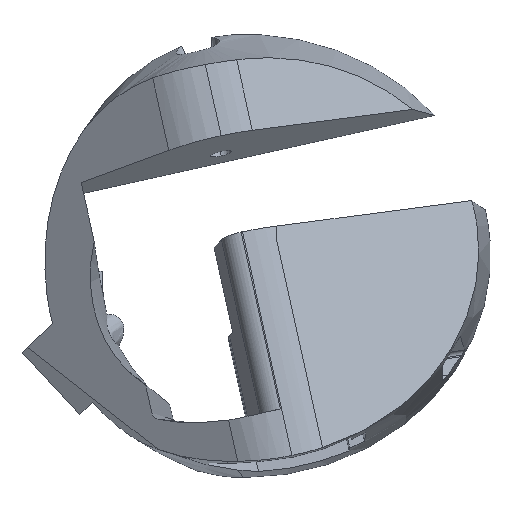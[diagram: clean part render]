
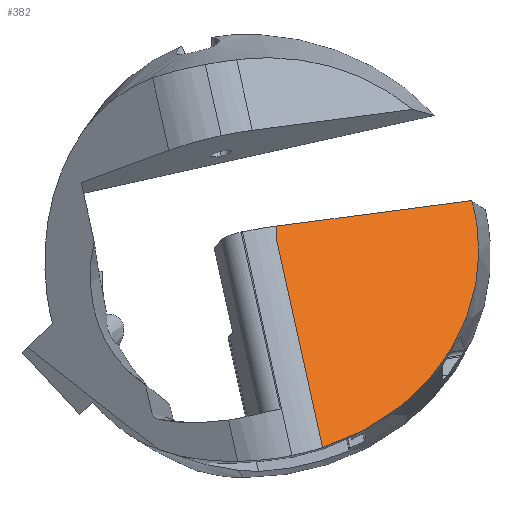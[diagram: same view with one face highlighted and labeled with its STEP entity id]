
A CAD part, front view. The second image highlights one B-rep face of the part: STEP entity #382.
In plain terms, the highlighted planar face has unit normal (0.334, -0.902, 0.274).
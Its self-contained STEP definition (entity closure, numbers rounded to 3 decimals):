
#109 = LINE ( 'NONE', #1765, #583 ) ;
#186 = CARTESIAN_POINT ( 'NONE',  ( 20.223, -5.465, -6.424 ) ) ;
#200 = CARTESIAN_POINT ( 'NONE',  ( 21.568, -1.339, 5.511 ) ) ;
#243 = EDGE_CURVE ( 'NONE', #4217, #3231, #2935, .T. ) ;
#382 = ADVANCED_FACE ( 'NONE', ( #871 ), #3147, .F. ) ;
#394 = CARTESIAN_POINT ( 'NONE',  ( 21.38, -1.211, 6.161 ) ) ;
#482 = LINE ( 'NONE', #1031, #2235 ) ;
#521 = CARTESIAN_POINT ( 'NONE',  ( 9.671, -12.375, -16.292 ) ) ;
#538 = CARTESIAN_POINT ( 'NONE',  ( 21.2, -4.402, -4.119 ) ) ;
#583 = VECTOR ( 'NONE', #2121, 1000. ) ;
#702 = CARTESIAN_POINT ( 'NONE',  ( 3., -9.165, 2.408 ) ) ;
#715 = DIRECTION ( 'NONE',  ( -0.334, 0.902, -0.274 ) ) ;
#871 = FACE_OUTER_BOUND ( 'NONE', #2966, .T. ) ;
#877 = CARTESIAN_POINT ( 'NONE',  ( 12.907, -10.651, -14.567 ) ) ;
#892 = CARTESIAN_POINT ( 'NONE',  ( 21.839, -3.317, -1.327 ) ) ;
#1022 = CARTESIAN_POINT ( 'NONE',  ( 7.33, -13.495, -17.122 ) ) ;
#1031 = CARTESIAN_POINT ( 'NONE',  ( 9.072, -15.237, -24.979 ) ) ;
#1089 = AXIS2_PLACEMENT_3D ( 'NONE', #1413, #715, #2798 ) ;
#1213 = CARTESIAN_POINT ( 'NONE',  ( 14.883, -9.472, -13.096 ) ) ;
#1232 = CARTESIAN_POINT ( 'NONE',  ( 21.966, -2.977, -0.363 ) ) ;
#1284 = CARTESIAN_POINT ( 'NONE',  ( 3., -8.755, 3.759 ) ) ;
#1378 = DIRECTION ( 'NONE',  ( -0.212, 0.212, 0.954 ) ) ;
#1413 = CARTESIAN_POINT ( 'NONE',  ( 9.072, -15.237, -24.979 ) ) ;
#1567 = CARTESIAN_POINT ( 'NONE',  ( 16.254, -8.591, -11.87 ) ) ;
#1579 = CARTESIAN_POINT ( 'NONE',  ( 22.059, -2.55, 0.928 ) ) ;
#1765 = CARTESIAN_POINT ( 'NONE',  ( 3., -9.038, 2.827 ) ) ;
#1933 = CARTESIAN_POINT ( 'NONE',  ( 18.293, -7.147, -9.605 ) ) ;
#1947 = CARTESIAN_POINT ( 'NONE',  ( 22.002, -1.978, 2.881 ) ) ;
#2121 = DIRECTION ( 'NONE',  ( 0., 0.291, 0.957 ) ) ;
#2235 = VECTOR ( 'NONE', #1378, 1000. ) ;
#2269 = CARTESIAN_POINT ( 'NONE',  ( 7.33, -13.495, -17.122 ) ) ;
#2285 = CARTESIAN_POINT ( 'NONE',  ( 19.633, -6.02, -7.533 ) ) ;
#2300 = CARTESIAN_POINT ( 'NONE',  ( 21.717, -1.484, 4.853 ) ) ;
#2378 = ORIENTED_EDGE ( 'NONE', *, *, #3049, .F. ) ;
#2520 = DIRECTION ( 'NONE',  ( 0.918, 0.377, 0.12 ) ) ;
#2624 = CARTESIAN_POINT ( 'NONE',  ( 20.489, -5.194, -5.857 ) ) ;
#2633 = CARTESIAN_POINT ( 'NONE',  ( 21.38, -1.211, 6.161 ) ) ;
#2798 = DIRECTION ( 'NONE',  ( -0.938, -0.348, 0. ) ) ;
#2935 = LINE ( 'NONE', #3559, #3039 ) ;
#2953 = CARTESIAN_POINT ( 'NONE',  ( 11.861, -11.231, -15.199 ) ) ;
#2966 = EDGE_LOOP ( 'NONE', ( #3631, #2378, #3085, #4017 ) ) ;
#2969 = CARTESIAN_POINT ( 'NONE',  ( 21.557, -3.902, -2.909 ) ) ;
#3039 = VECTOR ( 'NONE', #2520, 1000. ) ;
#3049 = EDGE_CURVE ( 'NONE', #4139, #4217, #109, .T. ) ;
#3085 = ORIENTED_EDGE ( 'NONE', *, *, #3127, .F. ) ;
#3127 = EDGE_CURVE ( 'NONE', #4121, #4139, #482, .T. ) ;
#3147 = PLANE ( 'NONE',  #1089 ) ;
#3231 = VERTEX_POINT ( 'NONE', #394 ) ;
#3301 = CARTESIAN_POINT ( 'NONE',  ( 14.397, -9.769, -13.482 ) ) ;
#3317 = CARTESIAN_POINT ( 'NONE',  ( 21.887, -3.201, -1.006 ) ) ;
#3559 = CARTESIAN_POINT ( 'NONE',  ( 2.709, -8.874, 3.721 ) ) ;
#3576 = EDGE_CURVE ( 'NONE', #4121, #3231, #3947, .T. ) ;
#3631 = ORIENTED_EDGE ( 'NONE', *, *, #243, .F. ) ;
#3645 = CARTESIAN_POINT ( 'NONE',  ( 15.81, -8.883, -12.291 ) ) ;
#3661 = CARTESIAN_POINT ( 'NONE',  ( 21.996, -2.868, -0.041 ) ) ;
#3947 = B_SPLINE_CURVE_WITH_KNOTS ( 'NONE', 3,
 ( #2269, #4318, #521, #2953, #877, #3301, #1213, #3645, #1567, #3986, #1933, #4336, #2285, #186, #2624, #538, #2969, #892, #3317, #1232, #3661, #1579, #4004, #1947, #4351, #2300, #200, #2633 ),
 .UNSPECIFIED., .F., .F.,
 ( 4, 2, 2, 2, 2, 2, 2, 2, 2, 2, 2, 2, 2, 4 ),
 ( 0., 0.004, 0.008, 0.01, 0.012, 0.016, 0.018, 0.02, 0.024, 0.025, 0.026, 0.028, 0.03, 0.032 ),
 .UNSPECIFIED. ) ;
#3986 = CARTESIAN_POINT ( 'NONE',  ( 17.525, -7.72, -10.554 ) ) ;
#4004 = CARTESIAN_POINT ( 'NONE',  ( 22.065, -2.351, 1.577 ) ) ;
#4017 = ORIENTED_EDGE ( 'NONE', *, *, #3576, .T. ) ;
#4121 = VERTEX_POINT ( 'NONE', #1022 ) ;
#4139 = VERTEX_POINT ( 'NONE', #702 ) ;
#4217 = VERTEX_POINT ( 'NONE', #1284 ) ;
#4318 = CARTESIAN_POINT ( 'NONE',  ( 8.526, -12.939, -16.753 ) ) ;
#4336 = CARTESIAN_POINT ( 'NONE',  ( 19.314, -6.3, -8.066 ) ) ;
#4351 = CARTESIAN_POINT ( 'NONE',  ( 21.934, -1.804, 3.536 ) ) ;
